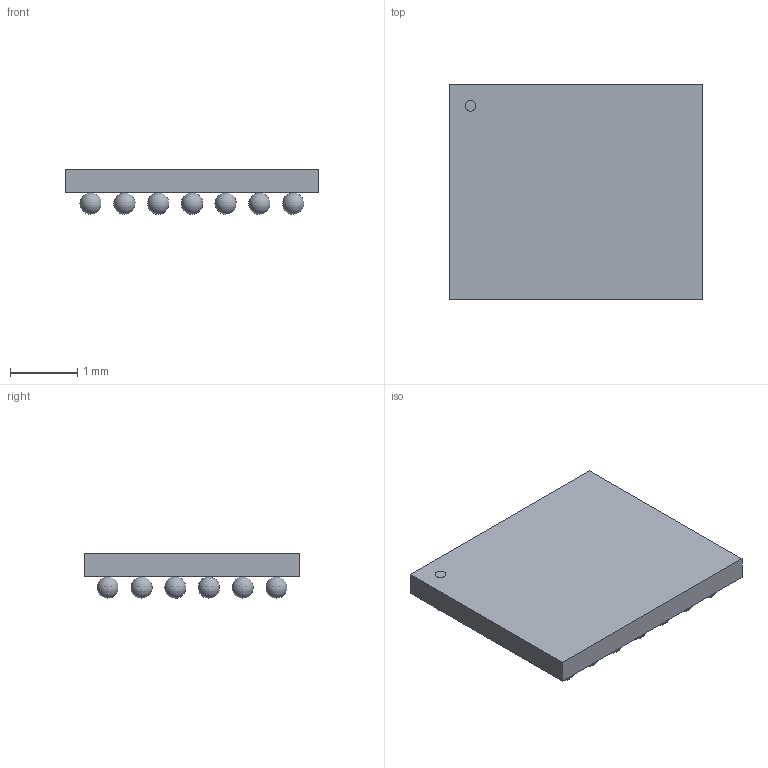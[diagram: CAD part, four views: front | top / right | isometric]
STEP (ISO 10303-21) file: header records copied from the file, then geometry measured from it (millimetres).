
FILE_DESCRIPTION(('STEP AP214'),'1');
FILE_NAME('CB_36_4_ADI','2021-06-09T22:35:21',(''),(''),'','','');
FILE_SCHEMA(('AUTOMOTIVE_DESIGN'));
Length unit declared in the file: millimetre
Products named in the file (1): product
Bounding box: 3.76 x 3.19 x 0.66 mm (x, y, z)
Volume: 5.3 mm3; surface area: 52 mm2
Topology: 74 solids, 74 shells, 81 faces, 231 edges, 154 vertices
Faces by surface type: sphere 72, plane 8, cylinder 1
Full cylindrical faces by diameter (mm): 0.16 x1
Entity records: 904 total; most frequent: DIRECTION 182, CARTESIAN_POINT 95, AXIS2_PLACEMENT_3D 85, STYLED_ITEM 81, ADVANCED_FACE 81, MANIFOLD_SOLID_BREP 74, CLOSED_SHELL 74, SPHERICAL_SURFACE 72
